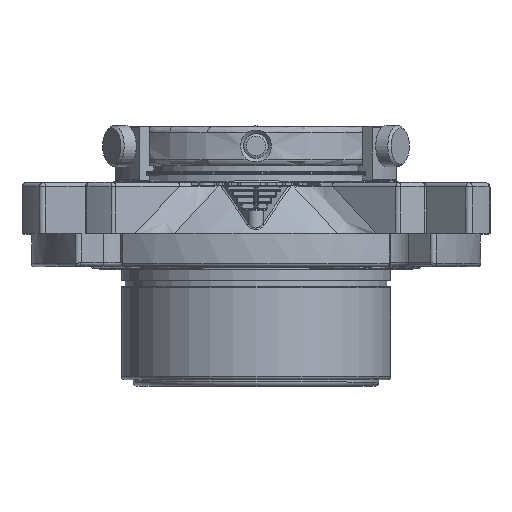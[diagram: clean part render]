
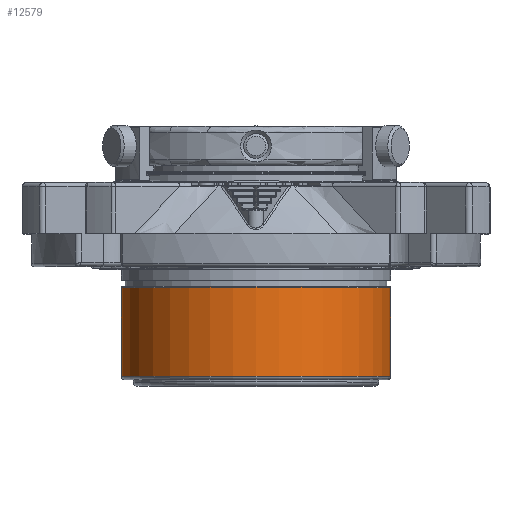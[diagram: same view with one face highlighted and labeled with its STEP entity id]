
A CAD part, top view. The second image highlights one B-rep face of the part: STEP entity #12579.
In plain terms, the highlighted cylindrical face has radius 32.677 mm (diameter 65.354 mm), a full revolution.
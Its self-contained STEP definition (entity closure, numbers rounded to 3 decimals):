
#4034=ORIENTED_EDGE('',*,*,#5320,.T.);
#4035=ORIENTED_EDGE('',*,*,#5321,.T.);
#5320=EDGE_CURVE('',#6116,#6116,#6701,.T.);
#5321=EDGE_CURVE('',#6117,#6117,#6702,.T.);
#6116=VERTEX_POINT('',#20709);
#6117=VERTEX_POINT('',#20711);
#6701=CIRCLE('',#13695,32.677);
#6702=CIRCLE('',#13696,32.677);
#7319=EDGE_LOOP('',(#4034));
#7320=EDGE_LOOP('',(#4035));
#7952=FACE_BOUND('',#7319,.T.);
#7953=FACE_BOUND('',#7320,.T.);
#8178=CYLINDRICAL_SURFACE('',#13694,32.677);
#12579=ADVANCED_FACE('',(#7952,#7953),#8178,.T.);
#13694=AXIS2_PLACEMENT_3D('',#20707,#16378,#16379);
#13695=AXIS2_PLACEMENT_3D('',#20708,#16380,#16381);
#13696=AXIS2_PLACEMENT_3D('',#20710,#16382,#16383);
#16378=DIRECTION('',(0.,1.,0.));
#16379=DIRECTION('',(0.,0.,-1.));
#16380=DIRECTION('',(0.,1.,0.));
#16381=DIRECTION('',(0.,0.,-1.));
#16382=DIRECTION('',(0.,-1.,0.));
#16383=DIRECTION('',(0.,0.,1.));
#20707=CARTESIAN_POINT('',(0.,61.6,0.));
#20708=CARTESIAN_POINT('',(0.,2.362,0.));
#20709=CARTESIAN_POINT('',(0.,2.362,-32.677));
#20710=CARTESIAN_POINT('',(0.,23.952,0.));
#20711=CARTESIAN_POINT('',(0.,23.952,32.677));
